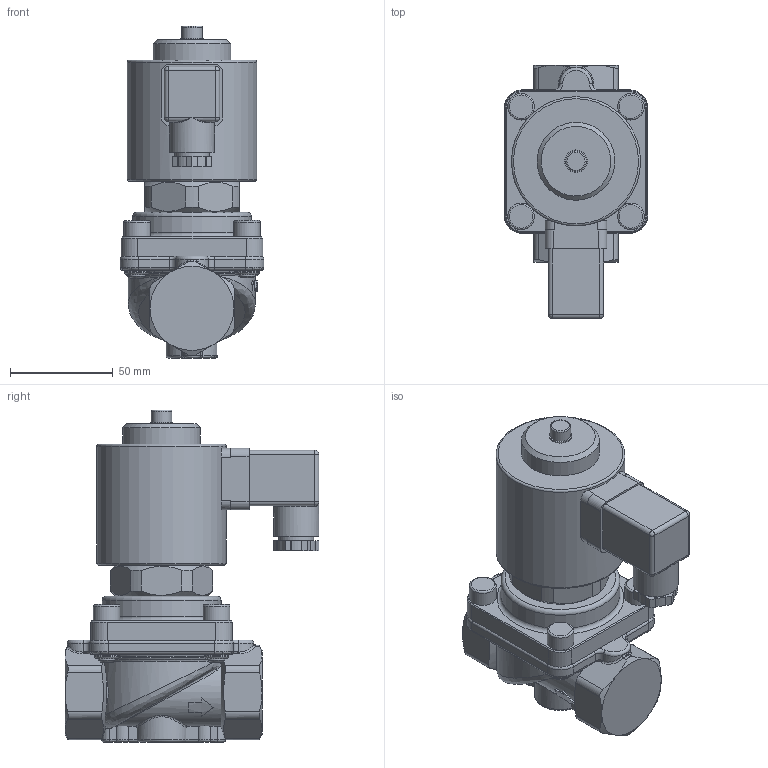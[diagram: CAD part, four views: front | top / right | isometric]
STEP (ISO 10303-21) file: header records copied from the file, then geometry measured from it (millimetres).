
FILE_DESCRIPTION(/* description */ ('3D Modell'),/* implementation_level */ '2;1');
FILE_NAME(/* name */ '035.000041_A3524-0804-.322.stp',/* time_stamp */ '2018-04-13T11:59:13+02:00',/* author */ ('EFast'),/* organization */ (''),/* preprocessor_version */ 'ST-DEVELOPER v16.1',/* originating_system */ 'Autodesk Inventor 2016',/* authorisation */ '');
FILE_SCHEMA (('AUTOMOTIVE_DESIGN { 1 0 10303 214 3 1 1 }'));
Length unit declared in the file: millimetre
Products named in the file (1): 87-022541
Bounding box: 70 x 123.7 x 161.87 mm (x, y, z)
Volume: 527677.1 mm3; surface area: 55984.4 mm2
Topology: 1 solids, 1 shells, 422 faces, 1076 edges, 677 vertices
Faces by surface type: plane 170, cylinder 122, torus 58, bspline 43, cone 25, sphere 4
Full cylindrical faces by diameter (mm): 8 x4, 10 x1, 11 x1, 13 x4, 17 x1, 22 x1, 37.968 x1, 58 x1, 63 x1
Entity records: 14613 total; most frequent: CARTESIAN_POINT 5049, ORIENTED_EDGE 2038, DIRECTION 1892, EDGE_CURVE 1019, AXIS2_PLACEMENT_3D 750, VERTEX_POINT 664, EDGE_LOOP 487, FACE_OUTER_BOUND 422
